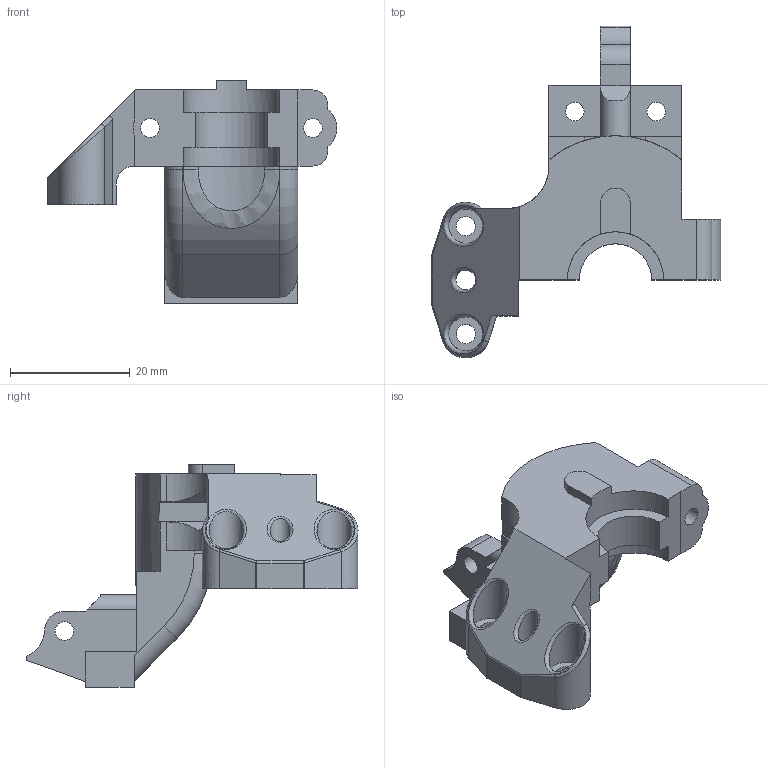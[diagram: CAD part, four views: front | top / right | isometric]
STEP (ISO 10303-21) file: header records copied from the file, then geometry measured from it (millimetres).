
FILE_DESCRIPTION(/* description */ (''),/* implementation_level */ '2;1');
FILE_NAME(/* name */ 'E3D Back Adapter - Integrated.step',/* time_stamp */ '2020-11-23T21:21:35-05:00',/* author */ (''),/* organization */ (''),/* preprocessor_version */ 'ST-DEVELOPER v18.1',/* originating_system */ 'Autodesk Translation Framework v9.3.0.1241',/* authorisation */ '');
FILE_SCHEMA (('AUTOMOTIVE_DESIGN { 1 0 10303 214 3 1 1 }'));
Length unit declared in the file: millimetre
Products named in the file (1): E3D Back Adapter - Integrated
Bounding box: 48.35 x 55.45 x 37.17 mm (x, y, z)
Volume: 14834.2 mm3; surface area: 6624.5 mm2
Topology: 1 solids, 1 shells, 127 faces, 347 edges, 225 vertices
Faces by surface type: plane 72, cylinder 44, bspline 7, sphere 2, torus 2
Full cylindrical faces by diameter (mm): 3.1 x5, 3.196 x1, 3.202 x1, 3.302 x1, 5.7 x4
Entity records: 4587 total; most frequent: CARTESIAN_POINT 1222, DIRECTION 708, ORIENTED_EDGE 692, EDGE_CURVE 346, AXIS2_PLACEMENT_3D 244, VERTEX_POINT 225, LINE 220, VECTOR 220
